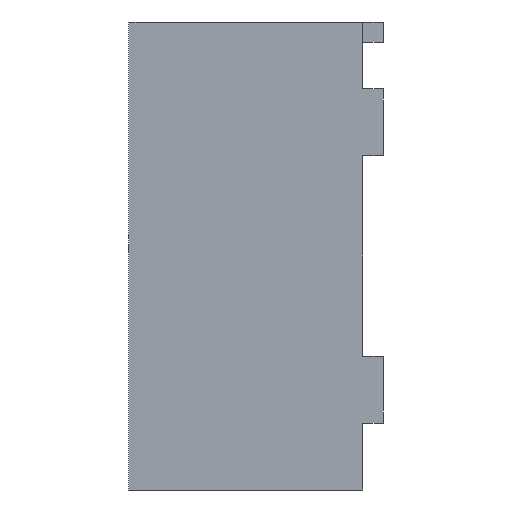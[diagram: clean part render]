
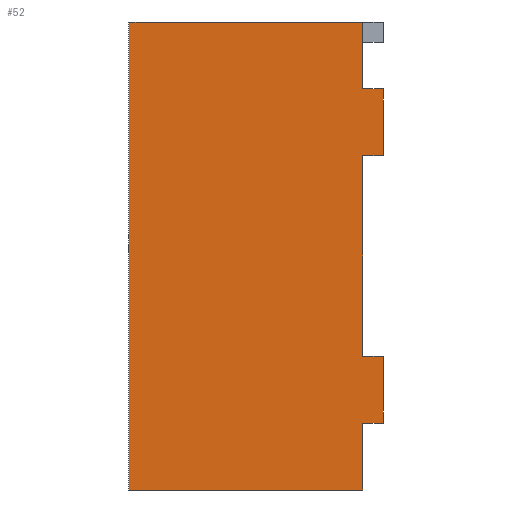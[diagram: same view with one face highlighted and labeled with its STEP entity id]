
A CAD part, left-side view. The second image highlights one B-rep face of the part: STEP entity #52.
In plain terms, the highlighted planar face has unit normal (-1, 0, 0).
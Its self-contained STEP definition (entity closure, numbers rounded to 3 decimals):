
#52=ADVANCED_FACE('',(#85),#597,.T.);
#85=FACE_OUTER_BOUND('',#118,.T.);
#118=EDGE_LOOP('',(#237,#238,#239,#240,#241,#242,#243,#244,#245,#246,#247,
#248));
#237=ORIENTED_EDGE('',*,*,#320,.T.);
#238=ORIENTED_EDGE('',*,*,#321,.T.);
#239=ORIENTED_EDGE('',*,*,#314,.T.);
#240=ORIENTED_EDGE('',*,*,#391,.T.);
#241=ORIENTED_EDGE('',*,*,#396,.F.);
#242=ORIENTED_EDGE('',*,*,#394,.F.);
#243=ORIENTED_EDGE('',*,*,#400,.T.);
#244=ORIENTED_EDGE('',*,*,#379,.T.);
#245=ORIENTED_EDGE('',*,*,#384,.F.);
#246=ORIENTED_EDGE('',*,*,#382,.F.);
#247=ORIENTED_EDGE('',*,*,#388,.T.);
#248=ORIENTED_EDGE('',*,*,#322,.F.);
#314=EDGE_CURVE('',#507,#563,#418,.T.);
#320=EDGE_CURVE('',#517,#518,#424,.T.);
#321=EDGE_CURVE('',#518,#507,#425,.T.);
#322=EDGE_CURVE('',#517,#510,#426,.T.);
#379=EDGE_CURVE('',#555,#552,#481,.T.);
#382=EDGE_CURVE('',#556,#554,#484,.T.);
#384=EDGE_CURVE('',#554,#552,#486,.T.);
#388=EDGE_CURVE('',#556,#510,#490,.T.);
#391=EDGE_CURVE('',#563,#560,#493,.T.);
#394=EDGE_CURVE('',#564,#562,#496,.T.);
#396=EDGE_CURVE('',#562,#560,#498,.T.);
#400=EDGE_CURVE('',#564,#555,#502,.T.);
#418=B_SPLINE_CURVE_WITH_KNOTS('',1,(#826,#827),.UNSPECIFIED.,.F.,.F.,(2,
2),(0.,10.),.UNSPECIFIED.);
#424=B_SPLINE_CURVE_WITH_KNOTS('',1,(#838,#839),.UNSPECIFIED.,.F.,.F.,(2,
2),(-106.,-36.),.UNSPECIFIED.);
#425=B_SPLINE_CURVE_WITH_KNOTS('',1,(#840,#841),.UNSPECIFIED.,.F.,.F.,(2,
2),(245.,280.),.UNSPECIFIED.);
#426=B_SPLINE_CURVE_WITH_KNOTS('',1,(#842,#843),.UNSPECIFIED.,.F.,.F.,(2,
2),(245.,280.),.UNSPECIFIED.);
#481=B_SPLINE_CURVE_WITH_KNOTS('',1,(#958,#959),.UNSPECIFIED.,.F.,.F.,(2,
2),(0.,3.),.UNSPECIFIED.);
#484=B_SPLINE_CURVE_WITH_KNOTS('',1,(#964,#965),.UNSPECIFIED.,.F.,.F.,(2,
2),(0.,3.),.UNSPECIFIED.);
#486=B_SPLINE_CURVE_WITH_KNOTS('',1,(#968,#969),.UNSPECIFIED.,.F.,.F.,(2,
2),(16.,26.),.UNSPECIFIED.);
#490=B_SPLINE_CURVE_WITH_KNOTS('',1,(#976,#977),.UNSPECIFIED.,.F.,.F.,(2,
2),(60.,70.),.UNSPECIFIED.);
#493=B_SPLINE_CURVE_WITH_KNOTS('',1,(#982,#983),.UNSPECIFIED.,.F.,.F.,(2,
2),(0.,3.),.UNSPECIFIED.);
#496=B_SPLINE_CURVE_WITH_KNOTS('',1,(#988,#989),.UNSPECIFIED.,.F.,.F.,(2,
2),(0.,3.),.UNSPECIFIED.);
#498=B_SPLINE_CURVE_WITH_KNOTS('',1,(#992,#993),.UNSPECIFIED.,.F.,.F.,(2,
2),(16.,26.),.UNSPECIFIED.);
#502=B_SPLINE_CURVE_WITH_KNOTS('',1,(#1000,#1001),.UNSPECIFIED.,.F.,.F.,
(2,2),(20.,50.),.UNSPECIFIED.);
#507=VERTEX_POINT('',#756);
#510=VERTEX_POINT('',#759);
#517=VERTEX_POINT('',#766);
#518=VERTEX_POINT('',#767);
#552=VERTEX_POINT('',#801);
#554=VERTEX_POINT('',#803);
#555=VERTEX_POINT('',#804);
#556=VERTEX_POINT('',#805);
#560=VERTEX_POINT('',#809);
#562=VERTEX_POINT('',#811);
#563=VERTEX_POINT('',#812);
#564=VERTEX_POINT('',#813);
#597=PLANE('',#651);
#651=AXIS2_PLACEMENT_3D('',#751,#690,$);
#690=DIRECTION('',(-1.,0.,0.));
#751=CARTESIAN_POINT('',(-5108.,1613.5,220.));
#756=CARTESIAN_POINT('',(-5108.,1575.,220.));
#759=CARTESIAN_POINT('',(-5108.,1575.,290.));
#766=CARTESIAN_POINT('',(-5108.,1610.,290.));
#767=CARTESIAN_POINT('',(-5108.,1610.,220.));
#801=CARTESIAN_POINT('',(-5108.,1572.,270.));
#803=CARTESIAN_POINT('',(-5108.,1572.,280.));
#804=CARTESIAN_POINT('',(-5108.,1575.,270.));
#805=CARTESIAN_POINT('',(-5108.,1575.,280.));
#809=CARTESIAN_POINT('',(-5108.,1572.,230.));
#811=CARTESIAN_POINT('',(-5108.,1572.,240.));
#812=CARTESIAN_POINT('',(-5108.,1575.,230.));
#813=CARTESIAN_POINT('',(-5108.,1575.,240.));
#826=CARTESIAN_POINT('',(-5108.,1575.,220.));
#827=CARTESIAN_POINT('',(-5108.,1575.,230.));
#838=CARTESIAN_POINT('',(-5108.,1610.,290.));
#839=CARTESIAN_POINT('',(-5108.,1610.,220.));
#840=CARTESIAN_POINT('',(-5108.,1610.,220.));
#841=CARTESIAN_POINT('',(-5108.,1575.,220.));
#842=CARTESIAN_POINT('',(-5108.,1610.,290.));
#843=CARTESIAN_POINT('',(-5108.,1575.,290.));
#958=CARTESIAN_POINT('',(-5108.,1575.,270.));
#959=CARTESIAN_POINT('',(-5108.,1572.,270.));
#964=CARTESIAN_POINT('',(-5108.,1575.,280.));
#965=CARTESIAN_POINT('',(-5108.,1572.,280.));
#968=CARTESIAN_POINT('',(-5108.,1572.,280.));
#969=CARTESIAN_POINT('',(-5108.,1572.,270.));
#976=CARTESIAN_POINT('',(-5108.,1575.,280.));
#977=CARTESIAN_POINT('',(-5108.,1575.,290.));
#982=CARTESIAN_POINT('',(-5108.,1575.,230.));
#983=CARTESIAN_POINT('',(-5108.,1572.,230.));
#988=CARTESIAN_POINT('',(-5108.,1575.,240.));
#989=CARTESIAN_POINT('',(-5108.,1572.,240.));
#992=CARTESIAN_POINT('',(-5108.,1572.,240.));
#993=CARTESIAN_POINT('',(-5108.,1572.,230.));
#1000=CARTESIAN_POINT('',(-5108.,1575.,240.));
#1001=CARTESIAN_POINT('',(-5108.,1575.,270.));
